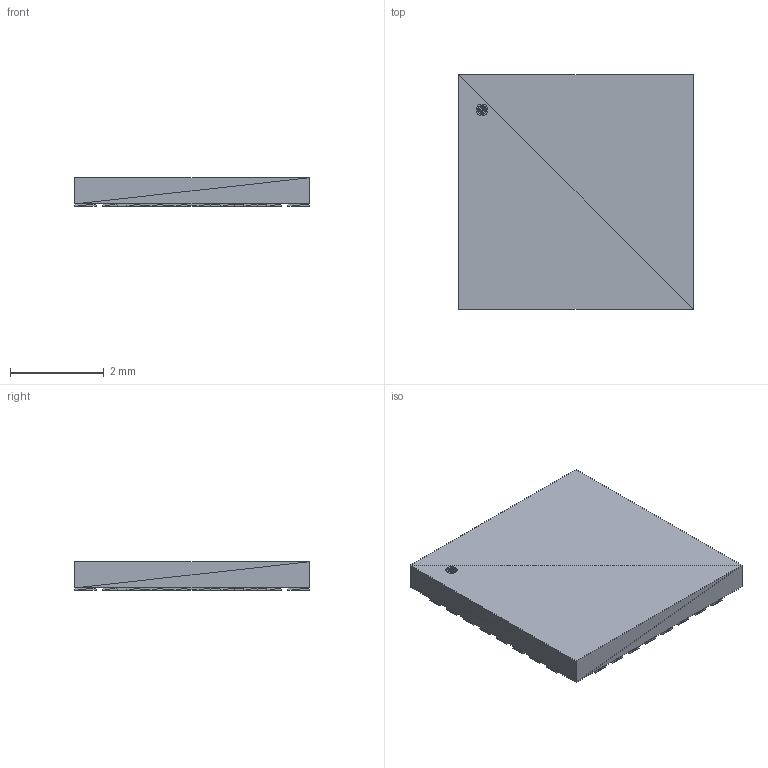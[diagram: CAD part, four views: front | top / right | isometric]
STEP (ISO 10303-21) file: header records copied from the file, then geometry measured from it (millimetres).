
FILE_DESCRIPTION(('STEP AP214'),'1');
FILE_NAME('QFNS32_OPT2','2018-12-22T22:29:58',(''),(''),'','','');
FILE_SCHEMA(('AUTOMOTIVE_DESIGN'));
Length unit declared in the file: millimetre
Products named in the file (1): product
Bounding box: 5 x 5 x 0.61 mm (x, y, z)
Surface area: 95.2 mm2 (no closed solid volume)
Topology: 0 solids, 536 shells, 536 faces, 1608 edges, 1608 vertices
Faces by surface type: plane 536
Entity records: 17747 total; most frequent: CARTESIAN_POINT 3753, DIRECTION 2682, ORIENTED_EDGE 1608, EDGE_CURVE 1608, VERTEX_POINT 1608, LINE 1608, VECTOR 1608, AXIS2_PLACEMENT_3D 537
